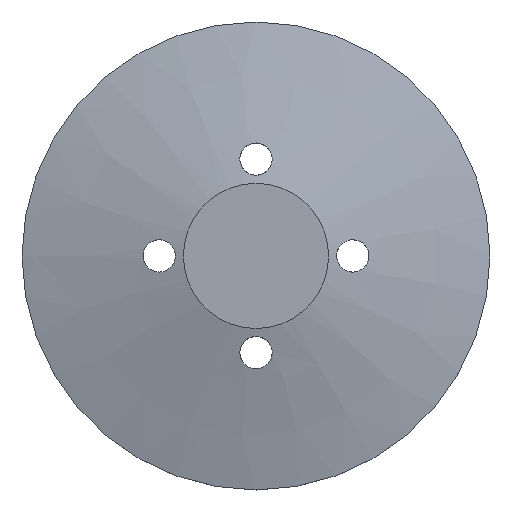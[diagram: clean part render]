
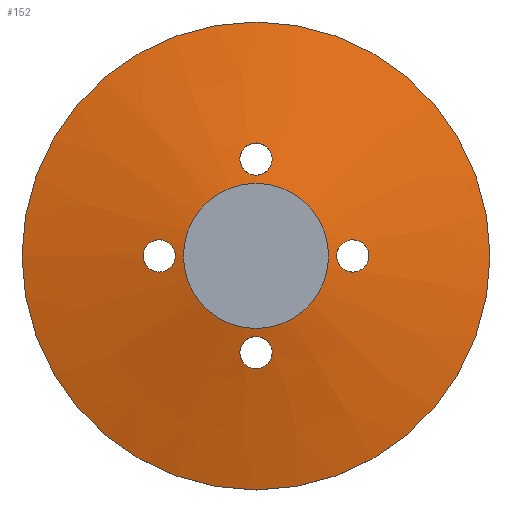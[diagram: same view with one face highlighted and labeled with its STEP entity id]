
A CAD part, top view. The second image highlights one B-rep face of the part: STEP entity #152.
In plain terms, the highlighted conical face has half-angle 75.964 degrees and reference radius 18 mm.
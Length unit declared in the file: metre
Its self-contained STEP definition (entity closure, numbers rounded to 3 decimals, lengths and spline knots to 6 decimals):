
#12=B_SPLINE_CURVE_WITH_KNOTS('',3,(#239,#240,#241,#242,#243,#244,#245,
#246,#247,#248,#249),.UNSPECIFIED.,.T.,.F.,(1,1,1,1,1,1,1,1,1,1,1,1,1,1,
1),(-0.009525,-0.00635,-0.003175,0.,
0.003175,0.00635,0.009525,0.012701,
0.015876,0.019051,0.022226,0.025401,
0.028576,0.031752,0.034927),.UNSPECIFIED.);
#13=B_SPLINE_CURVE_WITH_KNOTS('',3,(#251,#252,#253,#254,#255,#256,#257,
#258,#259,#260,#261,#262),.UNSPECIFIED.,.T.,.F.,(1,1,1,1,1,1,1,1,1,1,1,
1,1,1,1,1),(-0.009521,-0.006347,-0.003174,
0.,0.003174,0.006347,0.009521,
0.011108,0.012695,0.015868,0.019042,
0.022216,0.025389,0.028563,0.031737,
0.03491),.UNSPECIFIED.);
#14=B_SPLINE_CURVE_WITH_KNOTS('',3,(#264,#265,#266,#267,#268,#269,#270,
#271,#272,#273,#274),.UNSPECIFIED.,.T.,.F.,(1,1,1,1,1,1,1,1,1,1,1,1,1,1,
1),(-0.009525,-0.00635,-0.003175,0.,
0.003175,0.00635,0.009525,0.0127,
0.015875,0.019051,0.022226,0.025401,
0.028576,0.031751,0.034926),.UNSPECIFIED.);
#15=B_SPLINE_CURVE_WITH_KNOTS('',3,(#276,#277,#278,#279,#280,#281,#282,
#283,#284,#285,#286),.UNSPECIFIED.,.T.,.F.,(1,1,1,1,1,1,1,1,1,1,1,1,1,1,
1),(-0.00952,-0.006347,-0.003173,0.,
0.003173,0.006347,0.00952,0.012693,
0.015866,0.01904,0.022213,0.025386,
0.028559,0.031733,0.034906),.UNSPECIFIED.);
#20=CONICAL_SURFACE('',#180,0.018,1.326);
#31=ORIENTED_EDGE('',*,*,#57,.T.);
#32=ORIENTED_EDGE('',*,*,#58,.T.);
#33=ORIENTED_EDGE('',*,*,#59,.T.);
#34=ORIENTED_EDGE('',*,*,#60,.T.);
#35=ORIENTED_EDGE('',*,*,#56,.F.);
#36=ORIENTED_EDGE('',*,*,#61,.T.);
#56=EDGE_CURVE('',#70,#70,#84,.T.);
#57=EDGE_CURVE('',#71,#71,#12,.T.);
#58=EDGE_CURVE('',#72,#72,#13,.T.);
#59=EDGE_CURVE('',#73,#73,#14,.T.);
#60=EDGE_CURVE('',#74,#74,#15,.T.);
#61=EDGE_CURVE('',#75,#75,#85,.T.);
#70=VERTEX_POINT('',#237);
#71=VERTEX_POINT('',#250);
#72=VERTEX_POINT('',#263);
#73=VERTEX_POINT('',#275);
#74=VERTEX_POINT('',#287);
#75=VERTEX_POINT('',#289);
#84=CIRCLE('',#179,0.058);
#85=CIRCLE('',#181,0.018);
#93=EDGE_LOOP('',(#31));
#94=EDGE_LOOP('',(#32));
#95=EDGE_LOOP('',(#33));
#96=EDGE_LOOP('',(#34));
#97=EDGE_LOOP('',(#35));
#98=EDGE_LOOP('',(#36));
#121=FACE_BOUND('',#93,.T.);
#122=FACE_BOUND('',#94,.T.);
#123=FACE_BOUND('',#95,.T.);
#124=FACE_BOUND('',#96,.T.);
#125=FACE_BOUND('',#97,.T.);
#126=FACE_BOUND('',#98,.T.);
#152=ADVANCED_FACE('',(#121,#122,#123,#124,#125,#126),#20,.T.);
#179=AXIS2_PLACEMENT_3D('',#236,#204,#205);
#180=AXIS2_PLACEMENT_3D('',#238,#206,#207);
#181=AXIS2_PLACEMENT_3D('',#288,#208,#209);
#204=DIRECTION('',(0.,0.,-1.));
#205=DIRECTION('',(-1.,0.,0.));
#206=DIRECTION('',(0.,0.,-1.));
#207=DIRECTION('',(-1.,0.,0.));
#208=DIRECTION('',(0.,0.,-1.));
#209=DIRECTION('',(-1.,0.,0.));
#236=CARTESIAN_POINT('',(0.,0.,0.086));
#237=CARTESIAN_POINT('',(-0.058,0.,0.086));
#238=CARTESIAN_POINT('',(0.,0.,0.096));
#239=CARTESIAN_POINT('',(0.024038,-0.004415,0.094389));
#240=CARTESIAN_POINT('',(0.020939,-0.003202,0.095211));
#241=CARTESIAN_POINT('',(0.019551,-0.000055,0.095638));
#242=CARTESIAN_POINT('',(0.020861,0.003126,0.095234));
#243=CARTESIAN_POINT('',(0.02393,0.004415,0.094415));
#244=CARTESIAN_POINT('',(0.027056,0.003213,0.093699));
#245=CARTESIAN_POINT('',(0.028451,0.000063,0.093405));
#246=CARTESIAN_POINT('',(0.027138,-0.003137,0.093681));
#247=CARTESIAN_POINT('',(0.024038,-0.004415,0.094389));
#248=CARTESIAN_POINT('',(0.020939,-0.003202,0.095211));
#249=CARTESIAN_POINT('',(0.019551,-0.000055,0.095638));
#250=CARTESIAN_POINT('',(0.021224,-0.00288,0.095145));
#251=CARTESIAN_POINT('',(0.0003,-0.028442,0.093407));
#252=CARTESIAN_POINT('',(-0.00297,-0.027299,0.093647));
#253=CARTESIAN_POINT('',(-0.004408,-0.024259,0.094335));
#254=CARTESIAN_POINT('',(-0.003353,-0.021113,0.095161));
#255=CARTESIAN_POINT('',(-0.00082,-0.019825,0.095553));
#256=CARTESIAN_POINT('',(0.001341,-0.020119,0.095464));
#257=CARTESIAN_POINT('',(0.003194,-0.021207,0.095144));
#258=CARTESIAN_POINT('',(0.004405,-0.023696,0.094473));
#259=CARTESIAN_POINT('',(0.003372,-0.026878,0.093737));
#260=CARTESIAN_POINT('',(0.0003,-0.028442,0.093407));
#261=CARTESIAN_POINT('',(-0.00297,-0.027299,0.093647));
#262=CARTESIAN_POINT('',(-0.004408,-0.024259,0.094335));
#263=CARTESIAN_POINT('',(-0.002665,-0.026983,0.093721));
#264=CARTESIAN_POINT('',(-0.024256,-0.004408,0.094336));
#265=CARTESIAN_POINT('',(-0.027301,-0.002969,0.093646));
#266=CARTESIAN_POINT('',(-0.02844,0.000295,0.093407));
#267=CARTESIAN_POINT('',(-0.026886,0.003367,0.093736));
#268=CARTESIAN_POINT('',(-0.023699,0.004405,0.094472));
#269=CARTESIAN_POINT('',(-0.020704,0.00296,0.095281));
#270=CARTESIAN_POINT('',(-0.019559,-0.000287,0.095636));
#271=CARTESIAN_POINT('',(-0.021111,-0.003355,0.095161));
#272=CARTESIAN_POINT('',(-0.024256,-0.004408,0.094336));
#273=CARTESIAN_POINT('',(-0.027301,-0.002969,0.093646));
#274=CARTESIAN_POINT('',(-0.02844,0.000295,0.093407));
#275=CARTESIAN_POINT('',(-0.026983,-0.002665,0.093721));
#276=CARTESIAN_POINT('',(-0.000048,0.019548,0.095639));
#277=CARTESIAN_POINT('',(-0.003204,0.02094,0.095211));
#278=CARTESIAN_POINT('',(-0.004414,0.024034,0.09439));
#279=CARTESIAN_POINT('',(-0.003139,0.027133,0.093682));
#280=CARTESIAN_POINT('',(0.000048,0.028451,0.093405));
#281=CARTESIAN_POINT('',(0.003212,0.02706,0.093698));
#282=CARTESIAN_POINT('',(0.004413,0.023932,0.094415));
#283=CARTESIAN_POINT('',(0.003132,0.020868,0.095232));
#284=CARTESIAN_POINT('',(-0.000048,0.019548,0.095639));
#285=CARTESIAN_POINT('',(-0.003204,0.02094,0.095211));
#286=CARTESIAN_POINT('',(-0.004414,0.024034,0.09439));
#287=CARTESIAN_POINT('',(-0.00288,0.021224,0.095145));
#288=CARTESIAN_POINT('',(0.,0.,0.096));
#289=CARTESIAN_POINT('',(-0.018,0.,0.096));
